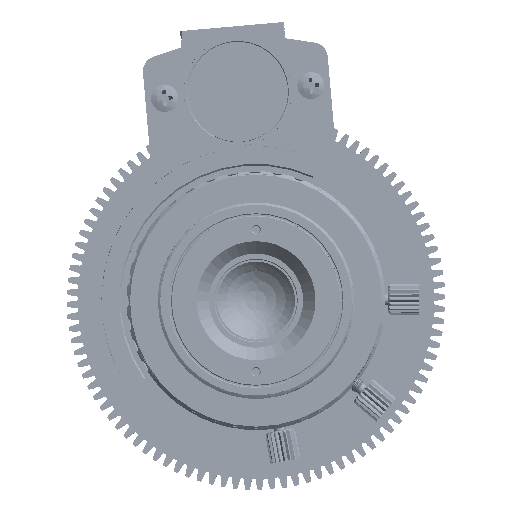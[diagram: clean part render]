
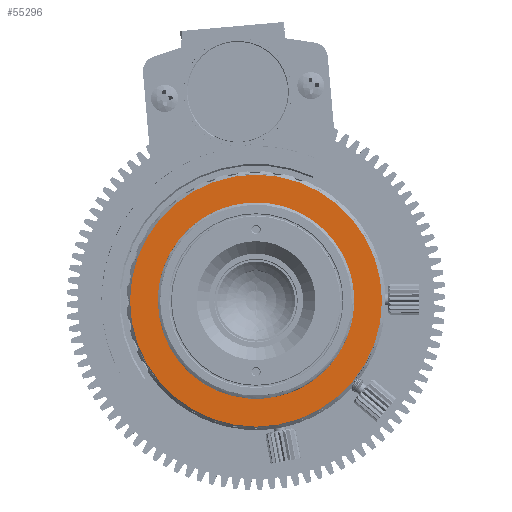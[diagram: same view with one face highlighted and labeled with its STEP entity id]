
A CAD part, front view. The second image highlights one B-rep face of the part: STEP entity #55296.
In plain terms, the highlighted planar face has unit normal (0, -1, 0).
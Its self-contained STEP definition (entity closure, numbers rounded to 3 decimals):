
#55296 = ADVANCED_FACE('',(#55297,#55317),#55337,.T.);
#55297 = FACE_BOUND('',#55298,.F.);
#55298 = EDGE_LOOP('',(#55299,#55310));
#55299 = ORIENTED_EDGE('',*,*,#55300,.F.);
#55300 = EDGE_CURVE('',#55301,#55303,#55305,.T.);
#55301 = VERTEX_POINT('',#55302);
#55302 = CARTESIAN_POINT('',(16.3,0.,0.));
#55303 = VERTEX_POINT('',#55304);
#55304 = CARTESIAN_POINT('',(-16.3,0.,0.));
#55305 = CIRCLE('',#55306,16.3);
#55306 = AXIS2_PLACEMENT_3D('',#55307,#55308,#55309);
#55307 = CARTESIAN_POINT('',(0.,0.,0.));
#55308 = DIRECTION('',(0.,-1.,0.));
#55309 = DIRECTION('',(1.,0.,0.));
#55310 = ORIENTED_EDGE('',*,*,#55311,.F.);
#55311 = EDGE_CURVE('',#55303,#55301,#55312,.T.);
#55312 = CIRCLE('',#55313,16.3);
#55313 = AXIS2_PLACEMENT_3D('',#55314,#55315,#55316);
#55314 = CARTESIAN_POINT('',(0.,0.,0.)
  );
#55315 = DIRECTION('',(0.,-1.,0.));
#55316 = DIRECTION('',(-1.,0.,0.));
#55317 = FACE_BOUND('',#55318,.F.);
#55318 = EDGE_LOOP('',(#55319,#55330));
#55319 = ORIENTED_EDGE('',*,*,#55320,.F.);
#55320 = EDGE_CURVE('',#55321,#55323,#55325,.T.);
#55321 = VERTEX_POINT('',#55322);
#55322 = CARTESIAN_POINT('',(-12.2,0.,0.));
#55323 = VERTEX_POINT('',#55324);
#55324 = CARTESIAN_POINT('',(12.2,0.,0.));
#55325 = CIRCLE('',#55326,12.2);
#55326 = AXIS2_PLACEMENT_3D('',#55327,#55328,#55329);
#55327 = CARTESIAN_POINT('',(0.,0.,0.));
#55328 = DIRECTION('',(0.,1.,0.));
#55329 = DIRECTION('',(-1.,0.,0.));
#55330 = ORIENTED_EDGE('',*,*,#55331,.T.);
#55331 = EDGE_CURVE('',#55321,#55323,#55332,.T.);
#55332 = CIRCLE('',#55333,12.2);
#55333 = AXIS2_PLACEMENT_3D('',#55334,#55335,#55336);
#55334 = CARTESIAN_POINT('',(0.,0.,0.));
#55335 = DIRECTION('',(0.,-1.,0.));
#55336 = DIRECTION('',(-1.,0.,0.));
#55337 = PLANE('',#55338);
#55338 = AXIS2_PLACEMENT_3D('',#55339,#55340,#55341);
#55339 = CARTESIAN_POINT('',(0.,0.,0.));
#55340 = DIRECTION('',(0.,-1.,0.));
#55341 = DIRECTION('',(-1.,0.,0.));
